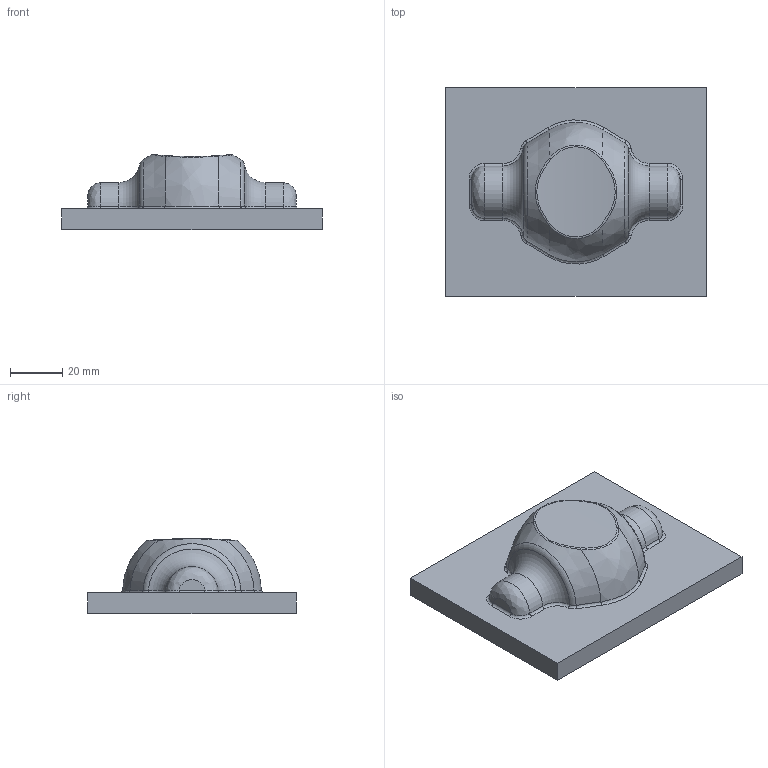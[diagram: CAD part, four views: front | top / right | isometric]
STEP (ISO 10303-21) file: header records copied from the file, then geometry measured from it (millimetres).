
FILE_DESCRIPTION(/* description */ (''),/* implementation_level */ '2;1');
FILE_NAME(/* name */ '마스터캠 실무 035.stp',/* time_stamp */ '2022-03-15T11:45:15+09:00',/* author */ (''),/* organization */ (''),/* preprocessor_version */ 'ST-DEVELOPER v16',/* originating_system */ 'SIEMENS PLM Software NX 10.0',/* authorisation */ '');
FILE_SCHEMA (('CONFIG_CONTROL_DESIGN'));
Length unit declared in the file: millimetre
Products named in the file (1): model1
Bounding box: 100 x 80 x 28.75 mm (x, y, z)
Volume: 103079.3 mm3; surface area: 21113.9 mm2
Topology: 1 solids, 1 shells, 49 faces, 110 edges, 64 vertices
Faces by surface type: bspline 26, cylinder 9, plane 8, torus 4, cone 2
Entity records: 2008 total; most frequent: CARTESIAN_POINT 998, ORIENTED_EDGE 220, DIRECTION 156, EDGE_CURVE 110, AXIS2_PLACEMENT_3D 66, VERTEX_POINT 64, EDGE_LOOP 50, ADVANCED_FACE 49
